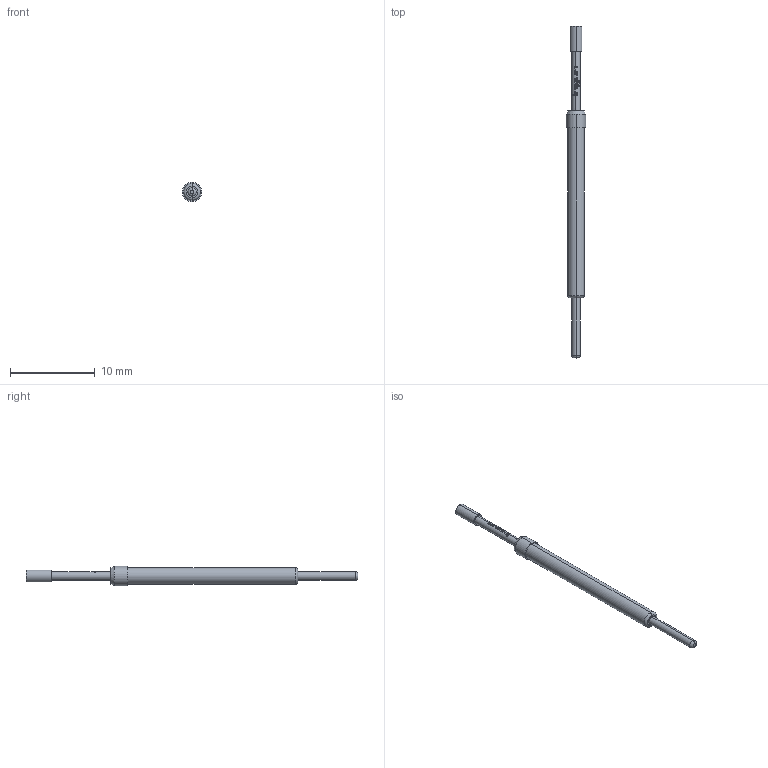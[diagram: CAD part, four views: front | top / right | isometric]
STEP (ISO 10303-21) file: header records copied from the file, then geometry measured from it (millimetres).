
FILE_DESCRIPTION (( 'STEP AP203' ), '1' );
FILE_NAME ('INGUN_GKS-502_302_140_A_xx02.STEP', '2022-05-09T12:41:17', ( 'ochi' ), ( '' ), 'SwSTEP 2.0', 'SolidWorks 2018', '' );
FILE_SCHEMA (( 'CONFIG_CONTROL_DESIGN' ));
Length unit declared in the file: millimetre
Products named in the file (1): INGUN_GKS-502_302_140_A_xx02
Bounding box: 2.3 x 39.1 x 2.3 mm (x, y, z)
Volume: 86.4 mm3; surface area: 205.1 mm2
Topology: 1 solids, 1 shells, 94 faces, 255 edges, 168 vertices
Faces by surface type: bspline 48, cylinder 20, plane 20, torus 4, cone 2
Entity records: 4048 total; most frequent: CARTESIAN_POINT 2120, ORIENTED_EDGE 510, EDGE_CURVE 255, B_SPLINE_CURVE_WITH_KNOTS 204, DIRECTION 175, VERTEX_POINT 168, EDGE_LOOP 99, ADVANCED_FACE 94
